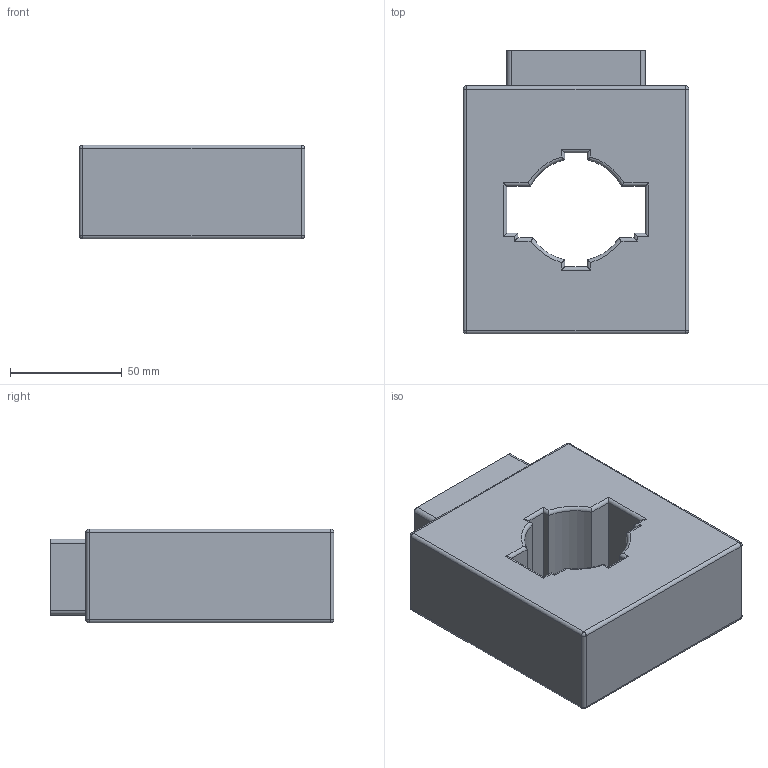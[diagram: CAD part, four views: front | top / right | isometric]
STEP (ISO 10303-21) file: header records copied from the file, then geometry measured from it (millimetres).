
FILE_DESCRIPTION (( 'STEP AP203' ), '1' );
FILE_NAME ('ﾒﾒﾝ 60-300....1000-5ﾀ.STEP', '2018-04-23T12:05:09', ( '' ), ( '' ), 'SwSTEP 2.0', 'SolidWorks 2017', '' );
FILE_SCHEMA (( 'CONFIG_CONTROL_DESIGN' ));
Length unit declared in the file: millimetre
Products named in the file (1): ﾒﾒﾝ 60-300....1000-5ﾀ
Bounding box: 101 x 127 x 42 mm (x, y, z)
Volume: 392883.6 mm3; surface area: 49522.8 mm2
Topology: 1 solids, 1 shells, 177 faces, 442 edges, 268 vertices
Faces by surface type: plane 85, cylinder 66, torus 18, sphere 8
Entity records: 5489 total; most frequent: CARTESIAN_POINT 1380, ORIENTED_EDGE 868, DIRECTION 812, EDGE_CURVE 434, AXIS2_PLACEMENT_3D 286, VERTEX_POINT 268, VECTOR 240, LINE 240
